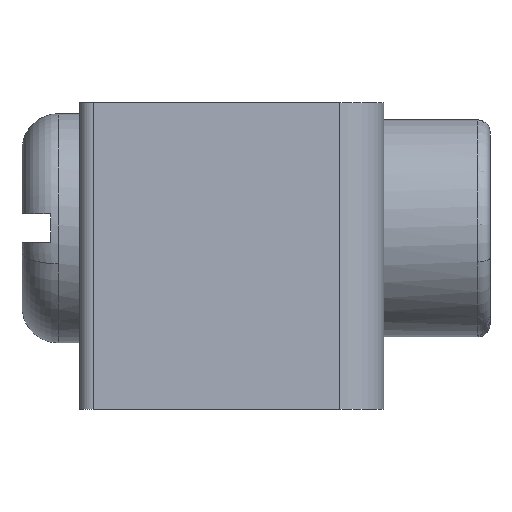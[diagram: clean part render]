
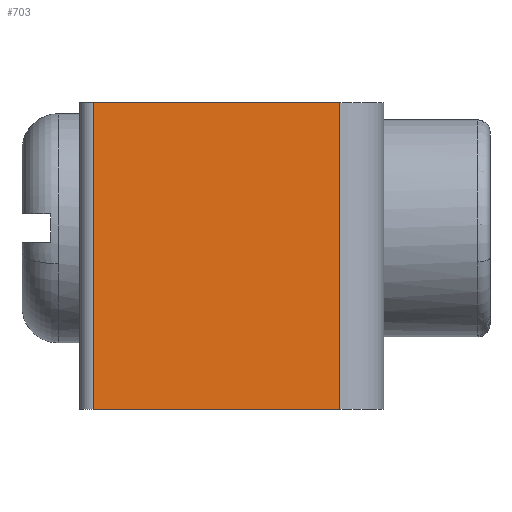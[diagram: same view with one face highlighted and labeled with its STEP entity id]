
A CAD part, left-side view. The second image highlights one B-rep face of the part: STEP entity #703.
In plain terms, the highlighted planar face has unit normal (-0.996, -0.087, 0).
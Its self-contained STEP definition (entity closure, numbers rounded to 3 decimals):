
#15 = VECTOR ( 'NONE', #409, 1000. ) ;
#35 = VECTOR ( 'NONE', #1259, 1000. ) ;
#79 = CARTESIAN_POINT ( 'NONE',  ( -12.955, 12.056, -12.7 ) ) ;
#139 = LINE ( 'NONE', #526, #15 ) ;
#147 = VERTEX_POINT ( 'NONE', #258 ) ;
#151 = DIRECTION ( 'NONE',  ( 0.087, -0.996, 0. ) ) ;
#152 = ORIENTED_EDGE ( 'NONE', *, *, #1235, .T. ) ;
#234 = DIRECTION ( 'NONE',  ( 0.087, -0.996, 0. ) ) ;
#245 = CARTESIAN_POINT ( 'NONE',  ( -12.955, 12.056, -12.7 ) ) ;
#254 = DIRECTION ( 'NONE',  ( -0.996, -0.087, 0. ) ) ;
#258 = CARTESIAN_POINT ( 'NONE',  ( -12.955, 12.056, 0. ) ) ;
#281 = VECTOR ( 'NONE', #151, 1000. ) ;
#330 = EDGE_CURVE ( 'NONE', #1070, #1175, #139, .T. ) ;
#334 = ORIENTED_EDGE ( 'NONE', *, *, #979, .F. ) ;
#366 = LINE ( 'NONE', #79, #35 ) ;
#385 = ORIENTED_EDGE ( 'NONE', *, *, #330, .T. ) ;
#409 = DIRECTION ( 'NONE',  ( 0., 0., 1. ) ) ;
#495 = EDGE_LOOP ( 'NONE', ( #334, #813, #152, #385 ) ) ;
#526 = CARTESIAN_POINT ( 'NONE',  ( -12.06, 1.826, -12.7 ) ) ;
#529 = EDGE_CURVE ( 'NONE', #985, #147, #366, .T. ) ;
#534 = CARTESIAN_POINT ( 'NONE',  ( -12.06, 1.826, 0. ) ) ;
#554 = CARTESIAN_POINT ( 'NONE',  ( -12.955, 12.056, 0. ) ) ;
#686 = AXIS2_PLACEMENT_3D ( 'NONE', #1239, #254, #234 ) ;
#703 = ADVANCED_FACE ( 'NONE', ( #1116 ), #1216, .T. ) ;
#705 = CARTESIAN_POINT ( 'NONE',  ( -12.06, 1.826, -12.7 ) ) ;
#813 = ORIENTED_EDGE ( 'NONE', *, *, #529, .F. ) ;
#856 = LINE ( 'NONE', #554, #1230 ) ;
#963 = CARTESIAN_POINT ( 'NONE',  ( -12.955, 12.056, -12.7 ) ) ;
#967 = DIRECTION ( 'NONE',  ( 0.087, -0.996, 0. ) ) ;
#979 = EDGE_CURVE ( 'NONE', #147, #1175, #856, .T. ) ;
#985 = VERTEX_POINT ( 'NONE', #963 ) ;
#1070 = VERTEX_POINT ( 'NONE', #705 ) ;
#1116 = FACE_OUTER_BOUND ( 'NONE', #495, .T. ) ;
#1128 = LINE ( 'NONE', #245, #281 ) ;
#1175 = VERTEX_POINT ( 'NONE', #534 ) ;
#1216 = PLANE ( 'NONE',  #686 ) ;
#1230 = VECTOR ( 'NONE', #967, 1000. ) ;
#1235 = EDGE_CURVE ( 'NONE', #985, #1070, #1128, .T. ) ;
#1239 = CARTESIAN_POINT ( 'NONE',  ( -12.955, 12.056, -12.7 ) ) ;
#1259 = DIRECTION ( 'NONE',  ( 0., 0., 1. ) ) ;
